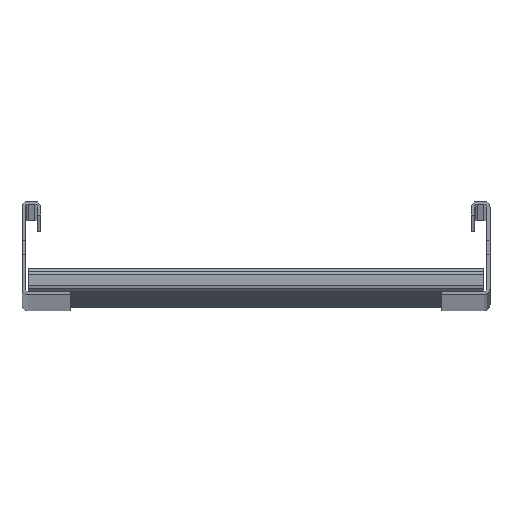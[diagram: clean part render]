
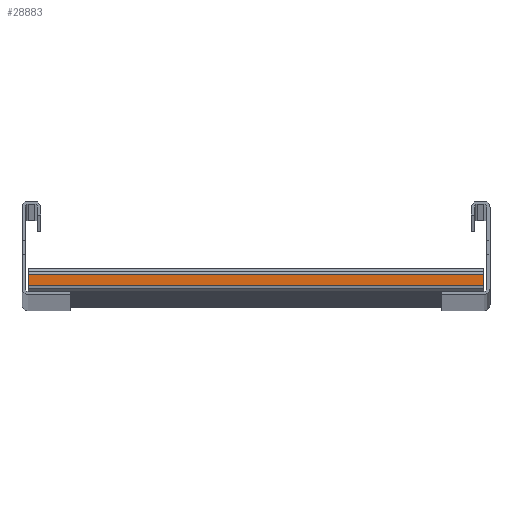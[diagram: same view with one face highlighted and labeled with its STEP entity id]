
A CAD part, top view. The second image highlights one B-rep face of the part: STEP entity #28883.
In plain terms, the highlighted planar face has unit normal (0, 0, 1).
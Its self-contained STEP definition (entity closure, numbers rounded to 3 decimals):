
#7019=DIRECTION('',(1.,0.,0.));
#7020=VECTOR('',#7019,292.);
#7021=CARTESIAN_POINT('',(-146.,-24.,2865.));
#7022=LINE('',#7021,#7020);
#7103=DIRECTION('',(0.,-1.,0.));
#7104=VECTOR('',#7103,7.);
#7105=CARTESIAN_POINT('',(-146.,-17.,2865.));
#7106=LINE('',#7105,#7104);
#7120=DIRECTION('',(0.,-1.,0.));
#7121=VECTOR('',#7120,7.);
#7122=CARTESIAN_POINT('',(146.,-17.,2865.));
#7123=LINE('',#7122,#7121);
#7199=DIRECTION('',(1.,0.,0.));
#7200=VECTOR('',#7199,292.);
#7201=CARTESIAN_POINT('',(-146.,-17.,2865.));
#7202=LINE('',#7201,#7200);
#17917=CARTESIAN_POINT('',(-146.,-17.,2865.));
#17918=CARTESIAN_POINT('',(-146.,-24.,2865.));
#17919=VERTEX_POINT('',#17917);
#17920=VERTEX_POINT('',#17918);
#17953=CARTESIAN_POINT('',(146.,-17.,2865.));
#17954=CARTESIAN_POINT('',(146.,-24.,2865.));
#17955=VERTEX_POINT('',#17953);
#17956=VERTEX_POINT('',#17954);
#28871=CARTESIAN_POINT('',(-146.,-17.,2865.));
#28872=DIRECTION('',(0.,0.,1.));
#28873=DIRECTION('',(0.,-1.,0.));
#28874=AXIS2_PLACEMENT_3D('',#28871,#28872,#28873);
#28875=PLANE('',#28874);
#28876=ORIENTED_EDGE('',*,*,#28791,.F.);
#28878=ORIENTED_EDGE('',*,*,#28877,.T.);
#28879=ORIENTED_EDGE('',*,*,#28831,.T.);
#28880=ORIENTED_EDGE('',*,*,#28740,.F.);
#28881=EDGE_LOOP('',(#28876,#28878,#28879,#28880));
#28882=FACE_OUTER_BOUND('',#28881,.F.);
#28883=ADVANCED_FACE('',(#28882),#28875,.T.);
#28740=EDGE_CURVE('',#17920,#17956,#7022,.T.);
#28791=EDGE_CURVE('',#17919,#17920,#7106,.T.);
#28831=EDGE_CURVE('',#17955,#17956,#7123,.T.);
#28877=EDGE_CURVE('',#17919,#17955,#7202,.T.);
